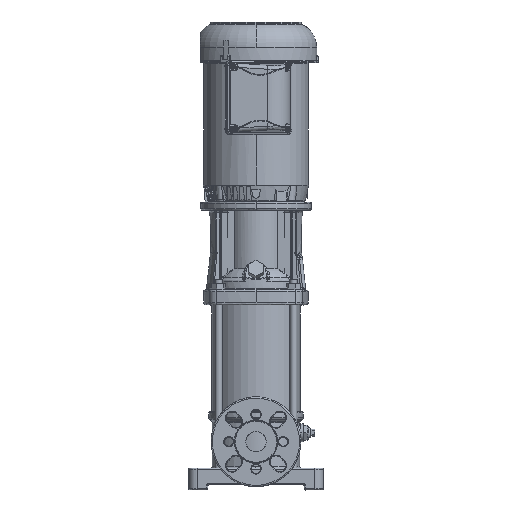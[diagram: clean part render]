
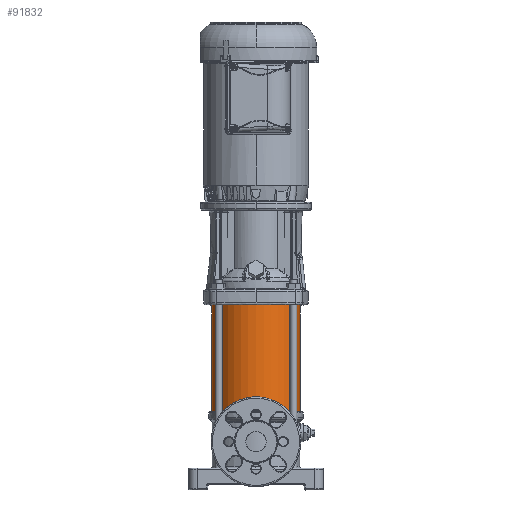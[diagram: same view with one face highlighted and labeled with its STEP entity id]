
A CAD part, top view. The second image highlights one B-rep face of the part: STEP entity #91832.
In plain terms, the highlighted cylindrical face has radius 68.75 mm (diameter 137.5 mm), a partial arc.
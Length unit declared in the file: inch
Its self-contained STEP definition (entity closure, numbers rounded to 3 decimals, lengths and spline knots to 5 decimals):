
#978 = CARTESIAN_POINT ( 'NONE',  ( 0., 8.40551, -2.70669 ) ) ;
#13150 = CARTESIAN_POINT ( 'NONE',  ( 0., 1.54331, 2.70669 ) ) ;
#14005 = LINE ( 'NONE', #47293, #60671 ) ;
#16857 = ORIENTED_EDGE ( 'NONE', *, *, #26216, .F. ) ;
#17107 = CIRCLE ( 'NONE', #46691, 2.70669 ) ;
#19784 = CARTESIAN_POINT ( 'NONE',  ( 0., 8.40551, 0. ) ) ;
#20038 = CARTESIAN_POINT ( 'NONE',  ( 0., 8.40551, 2.70669 ) ) ;
#21929 = FACE_OUTER_BOUND ( 'NONE', #96161, .T. ) ;
#22433 = LINE ( 'NONE', #13150, #107783 ) ;
#25286 = CIRCLE ( 'NONE', #67088, 2.70669 ) ;
#25848 = DIRECTION ( 'NONE',  ( 0., 0., -1. ) ) ;
#26216 = EDGE_CURVE ( 'NONE', #39280, #59308, #14005, .T. ) ;
#28515 = CARTESIAN_POINT ( 'NONE',  ( 0., 1.85827, 0. ) ) ;
#30629 = CYLINDRICAL_SURFACE ( 'NONE', #71371, 2.70669 ) ;
#39280 = VERTEX_POINT ( 'NONE', #39361 ) ;
#39361 = CARTESIAN_POINT ( 'NONE',  ( 0., 1.85827, -2.70669 ) ) ;
#46188 = DIRECTION ( 'NONE',  ( 0., 1., 0. ) ) ;
#46691 = AXIS2_PLACEMENT_3D ( 'NONE', #19784, #93505, #25848 ) ;
#47293 = CARTESIAN_POINT ( 'NONE',  ( 0., 1.54331, -2.70669 ) ) ;
#52022 = DIRECTION ( 'NONE',  ( 0., -1., 0. ) ) ;
#57955 = ORIENTED_EDGE ( 'NONE', *, *, #98156, .F. ) ;
#58144 = ORIENTED_EDGE ( 'NONE', *, *, #88701, .T. ) ;
#59308 = VERTEX_POINT ( 'NONE', #978 ) ;
#60671 = VECTOR ( 'NONE', #46188, 39.37008 ) ;
#61807 = DIRECTION ( 'NONE',  ( 0., 0., 1. ) ) ;
#64475 = CARTESIAN_POINT ( 'NONE',  ( 0., 1.54331, 0. ) ) ;
#67088 = AXIS2_PLACEMENT_3D ( 'NONE', #28515, #52022, #61807 ) ;
#71371 = AXIS2_PLACEMENT_3D ( 'NONE', #64475, #72111, #104905 ) ;
#72111 = DIRECTION ( 'NONE',  ( 0., 1., 0. ) ) ;
#79713 = EDGE_CURVE ( 'NONE', #94085, #39280, #25286, .T. ) ;
#81323 = DIRECTION ( 'NONE',  ( 0., 1., 0. ) ) ;
#83856 = VERTEX_POINT ( 'NONE', #20038 ) ;
#88701 = EDGE_CURVE ( 'NONE', #94085, #83856, #22433, .T. ) ;
#90199 = CARTESIAN_POINT ( 'NONE',  ( 0., 1.85827, 2.70669 ) ) ;
#91482 = ORIENTED_EDGE ( 'NONE', *, *, #79713, .F. ) ;
#91832 = ADVANCED_FACE ( 'NONE', ( #21929 ), #30629, .T. ) ;
#93505 = DIRECTION ( 'NONE',  ( 0., 1., 0. ) ) ;
#94085 = VERTEX_POINT ( 'NONE', #90199 ) ;
#96161 = EDGE_LOOP ( 'NONE', ( #16857, #91482, #58144, #57955 ) ) ;
#98156 = EDGE_CURVE ( 'NONE', #59308, #83856, #17107, .T. ) ;
#104905 = DIRECTION ( 'NONE',  ( 0., 0., 1. ) ) ;
#107783 = VECTOR ( 'NONE', #81323, 39.37008 ) ;
